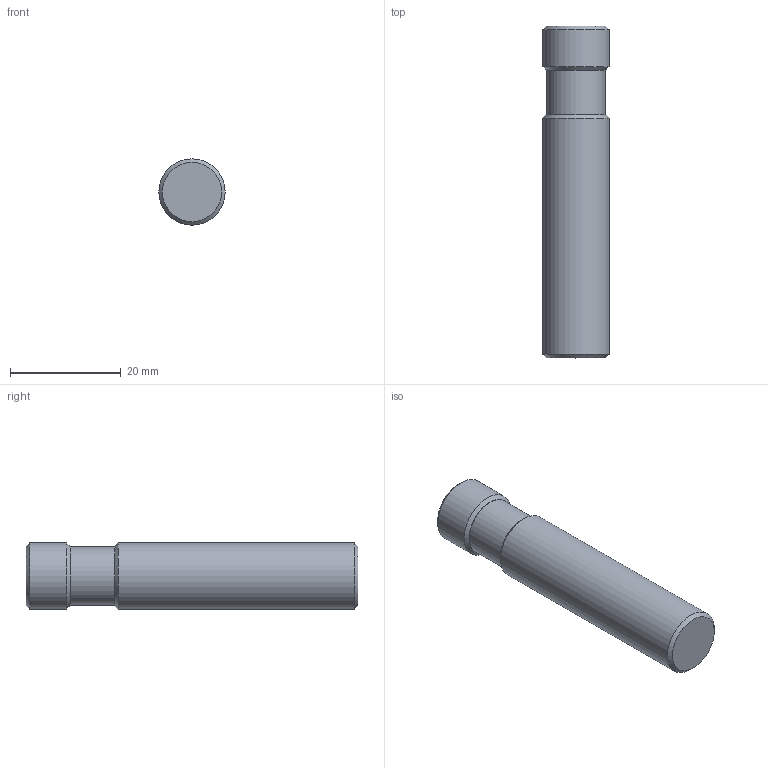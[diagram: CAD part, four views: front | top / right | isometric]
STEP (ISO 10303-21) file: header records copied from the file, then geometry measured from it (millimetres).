
FILE_DESCRIPTION (( 'STEP AP214' ), '1' );
FILE_NAME ('AM9-10-1H.STEP', '2018-04-20T19:43:36', ( '' ), ( '' ), 'SwSTEP 2.0', 'SolidWorks 2017', '' );
FILE_SCHEMA (( 'AUTOMOTIVE_DESIGN' ));
Length unit declared in the file: inch
Products named in the file (1): AM9-10-1H
Bounding box: 12 x 60 x 12 mm (x, y, z)
Volume: 6080.7 mm3; surface area: 2769.2 mm2
Topology: 1 solids, 1 shells, 33 faces, 61 edges, 37 vertices
Faces by surface type: plane 12, cylinder 11, cone 5, torus 5
Full cylindrical faces by diameter (mm): 1.008 x4, 8.499 x1, 10.551 x1, 11.999 x2
Entity records: 782 total; most frequent: CARTESIAN_POINT 141, DIRECTION 136, ORIENTED_EDGE 86, AXIS2_PLACEMENT_3D 63, EDGE_LOOP 57, FACE_OUTER_BOUND 45, EDGE_CURVE 43, VERTEX_POINT 36
